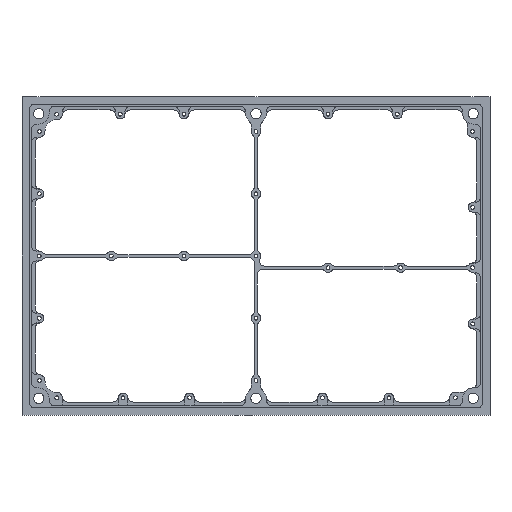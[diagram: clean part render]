
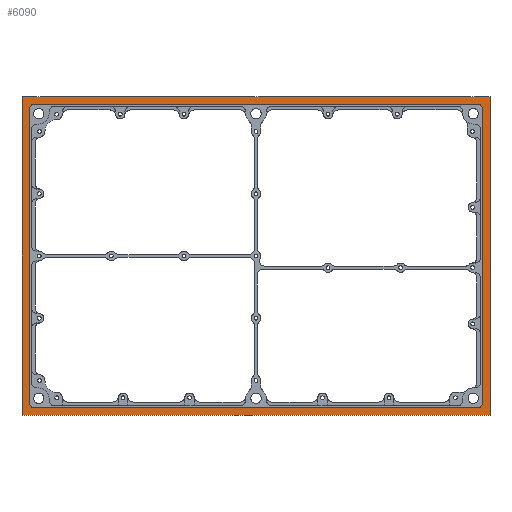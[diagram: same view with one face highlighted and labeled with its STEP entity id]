
A CAD part, left-side view. The second image highlights one B-rep face of the part: STEP entity #6090.
In plain terms, the highlighted planar face has unit normal (-1, 0, 0).
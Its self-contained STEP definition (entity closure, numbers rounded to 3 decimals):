
#2933=AXIS2_PLACEMENT_3D('Circle Axis2P3D',#2931,#2932,$) ;
#2981=AXIS2_PLACEMENT_3D('Circle Axis2P3D',#2979,#2980,$) ;
#3029=AXIS2_PLACEMENT_3D('Circle Axis2P3D',#3027,#3028,$) ;
#3070=AXIS2_PLACEMENT_3D('Circle Axis2P3D',#3068,#3069,$) ;
#6044=AXIS2_PLACEMENT_3D('Plane Axis2P3D',#6041,#6042,#6043) ;
#2897=CARTESIAN_POINT('Vertex',(0.,118.5,-82.25)) ;
#2900=CARTESIAN_POINT('Line Origine',(0.,0.,-82.25)) ;
#2904=CARTESIAN_POINT('Vertex',(0.,-118.5,-82.25)) ;
#2928=CARTESIAN_POINT('Vertex',(0.,-121.,-79.75)) ;
#2931=CARTESIAN_POINT('Axis2P3D Location',(0.,-118.5,-79.75)) ;
#2952=CARTESIAN_POINT('Vertex',(0.,-121.,77.25)) ;
#2955=CARTESIAN_POINT('Line Origine',(0.,-121.,-1.25)) ;
#2976=CARTESIAN_POINT('Vertex',(0.,-118.5,79.75)) ;
#2979=CARTESIAN_POINT('Axis2P3D Location',(0.,-118.5,77.25)) ;
#3000=CARTESIAN_POINT('Vertex',(0.,118.5,79.75)) ;
#3003=CARTESIAN_POINT('Line Origine',(0.,0.,79.75)) ;
#3024=CARTESIAN_POINT('Vertex',(0.,121.,77.25)) ;
#3027=CARTESIAN_POINT('Axis2P3D Location',(0.,118.5,77.25)) ;
#3048=CARTESIAN_POINT('Vertex',(0.,121.,-79.75)) ;
#3051=CARTESIAN_POINT('Line Origine',(0.,121.,-1.25)) ;
#3068=CARTESIAN_POINT('Axis2P3D Location',(0.,118.5,-79.75)) ;
#6041=CARTESIAN_POINT('Axis2P3D Location',(0.,0.,0.)) ;
#6046=CARTESIAN_POINT('Line Origine',(0.,0.,-86.25)) ;
#6050=CARTESIAN_POINT('Vertex',(0.,-125.,-86.25)) ;
#6052=CARTESIAN_POINT('Vertex',(0.,125.,-86.25)) ;
#6055=CARTESIAN_POINT('Line Origine',(0.,-125.,-1.25)) ;
#6059=CARTESIAN_POINT('Vertex',(0.,-125.,83.75)) ;
#6062=CARTESIAN_POINT('Line Origine',(0.,0.,83.75)) ;
#6066=CARTESIAN_POINT('Vertex',(0.,125.,83.75)) ;
#6069=CARTESIAN_POINT('Line Origine',(0.,125.,-1.25)) ;
#2901=DIRECTION('Vector Direction',(0.,1.,0.)) ;
#2932=DIRECTION('Axis2P3D Direction',(1.,0.,0.)) ;
#2956=DIRECTION('Vector Direction',(0.,0.,-1.)) ;
#2980=DIRECTION('Axis2P3D Direction',(1.,0.,-0.)) ;
#3004=DIRECTION('Vector Direction',(0.,-1.,0.)) ;
#3028=DIRECTION('Axis2P3D Direction',(1.,0.,0.)) ;
#3052=DIRECTION('Vector Direction',(0.,0.,1.)) ;
#3069=DIRECTION('Axis2P3D Direction',(1.,0.,0.)) ;
#6042=DIRECTION('Axis2P3D Direction',(1.,0.,0.)) ;
#6043=DIRECTION('Axis2P3D XDirection',(0.,1.,0.)) ;
#6047=DIRECTION('Vector Direction',(0.,1.,0.)) ;
#6056=DIRECTION('Vector Direction',(0.,0.,-1.)) ;
#6063=DIRECTION('Vector Direction',(0.,1.,0.)) ;
#6070=DIRECTION('Vector Direction',(0.,0.,-1.)) ;
#2902=VECTOR('Line Direction',#2901,1.) ;
#2957=VECTOR('Line Direction',#2956,1.) ;
#3005=VECTOR('Line Direction',#3004,1.) ;
#3053=VECTOR('Line Direction',#3052,1.) ;
#6048=VECTOR('Line Direction',#6047,1.) ;
#6057=VECTOR('Line Direction',#6056,1.) ;
#6064=VECTOR('Line Direction',#6063,1.) ;
#6071=VECTOR('Line Direction',#6070,1.) ;
#6075=ORIENTED_EDGE('',*,*,#6054,.F.) ;
#6076=ORIENTED_EDGE('',*,*,#6061,.F.) ;
#6077=ORIENTED_EDGE('',*,*,#6068,.T.) ;
#6078=ORIENTED_EDGE('',*,*,#6073,.T.) ;
#6081=ORIENTED_EDGE('',*,*,#3055,.F.) ;
#6082=ORIENTED_EDGE('',*,*,#3031,.T.) ;
#6083=ORIENTED_EDGE('',*,*,#3007,.F.) ;
#6084=ORIENTED_EDGE('',*,*,#2983,.T.) ;
#6085=ORIENTED_EDGE('',*,*,#2959,.F.) ;
#6086=ORIENTED_EDGE('',*,*,#2935,.T.) ;
#6087=ORIENTED_EDGE('',*,*,#2906,.F.) ;
#6088=ORIENTED_EDGE('',*,*,#3072,.T.) ;
#6089=FACE_BOUND('',#6080,.T.) ;
#6090=ADVANCED_FACE('Corps principal',(#6079,#6089),#6045,.F.) ;
#2934=CIRCLE('generated circle',#2933,2.5) ;
#2982=CIRCLE('generated circle',#2981,2.5) ;
#3030=CIRCLE('generated circle',#3029,2.5) ;
#3071=CIRCLE('generated circle',#3070,2.5) ;
#2906=EDGE_CURVE('',#2898,#2905,#2903,.F.) ;
#2935=EDGE_CURVE('',#2929,#2905,#2934,.T.) ;
#2959=EDGE_CURVE('',#2929,#2953,#2958,.F.) ;
#2983=EDGE_CURVE('',#2977,#2953,#2982,.T.) ;
#3007=EDGE_CURVE('',#2977,#3001,#3006,.F.) ;
#3031=EDGE_CURVE('',#3025,#3001,#3030,.T.) ;
#3055=EDGE_CURVE('',#3025,#3049,#3054,.F.) ;
#3072=EDGE_CURVE('',#2898,#3049,#3071,.T.) ;
#6054=EDGE_CURVE('',#6051,#6053,#6049,.T.) ;
#6061=EDGE_CURVE('',#6060,#6051,#6058,.T.) ;
#6068=EDGE_CURVE('',#6060,#6067,#6065,.T.) ;
#6073=EDGE_CURVE('',#6067,#6053,#6072,.T.) ;
#6074=EDGE_LOOP('',(#6075,#6076,#6077,#6078)) ;
#6080=EDGE_LOOP('',(#6081,#6082,#6083,#6084,#6085,#6086,#6087,#6088)) ;
#6079=FACE_OUTER_BOUND('',#6074,.T.) ;
#2903=LINE('Line',#2900,#2902) ;
#2958=LINE('Line',#2955,#2957) ;
#3006=LINE('Line',#3003,#3005) ;
#3054=LINE('Line',#3051,#3053) ;
#6049=LINE('Line',#6046,#6048) ;
#6058=LINE('Line',#6055,#6057) ;
#6065=LINE('Line',#6062,#6064) ;
#6072=LINE('Line',#6069,#6071) ;
#6045=PLANE('Plane',#6044) ;
#2898=VERTEX_POINT('',#2897) ;
#2905=VERTEX_POINT('',#2904) ;
#2929=VERTEX_POINT('',#2928) ;
#2953=VERTEX_POINT('',#2952) ;
#2977=VERTEX_POINT('',#2976) ;
#3001=VERTEX_POINT('',#3000) ;
#3025=VERTEX_POINT('',#3024) ;
#3049=VERTEX_POINT('',#3048) ;
#6051=VERTEX_POINT('',#6050) ;
#6053=VERTEX_POINT('',#6052) ;
#6060=VERTEX_POINT('',#6059) ;
#6067=VERTEX_POINT('',#6066) ;
